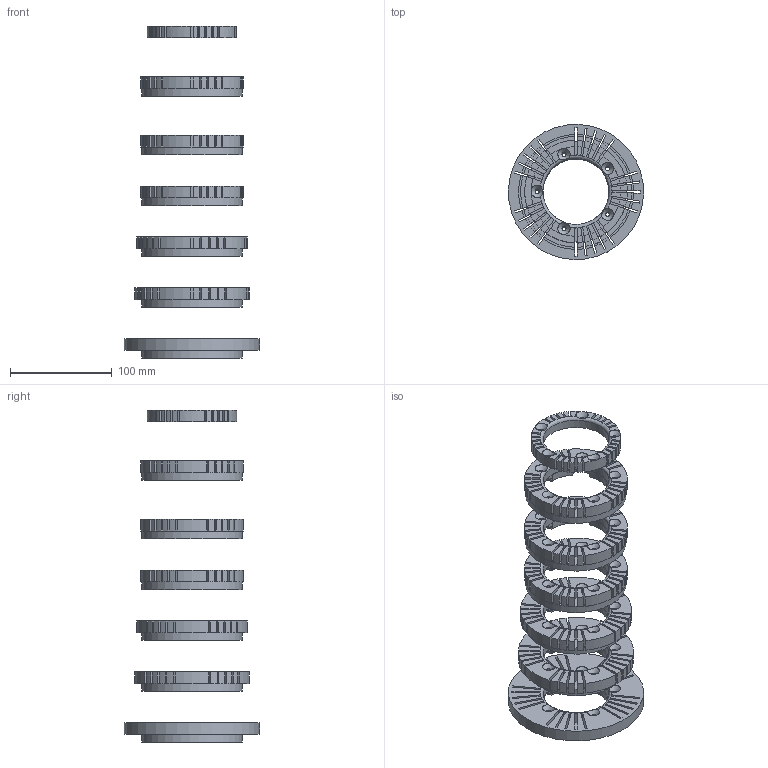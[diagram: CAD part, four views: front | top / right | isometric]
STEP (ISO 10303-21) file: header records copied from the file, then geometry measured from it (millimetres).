
FILE_DESCRIPTION(/* description */ (''),/* implementation_level */ '2;1');
FILE_NAME(/* name */ 'Faraday R2 gears.stp',/* time_stamp */ '2015-12-11T19:57:54+01:00',/* author */ (''),/* organization */ (''),/* preprocessor_version */ 'ST-DEVELOPER v15.2',/* originating_system */ 'Autodesk Translator Framework v2.0.0.5431',/* authorisation */ '');
FILE_SCHEMA (('AUTOMOTIVE_DESIGN { 1 0 10303 214 3 1 1 }'));
Length unit declared in the file: centimetre
Products named in the file (1): Faraday R2 gears
Bounding box: 132.87 x 132.87 x 326.57 mm (x, y, z)
Volume: 548598.3 mm3; surface area: 256149 mm2
Topology: 13 solids, 13 shells, 1233 faces, 3694 edges, 2451 vertices
Faces by surface type: plane 760, cylinder 431, cone 35, torus 7
Full cylindrical faces by diameter (mm): 4 x35, 65 x7, 99 x6, 133 x1
Entity records: 42223 total; most frequent: CARTESIAN_POINT 8960, ORIENTED_EDGE 7108, DIRECTION 6694, EDGE_CURVE 3554, LINE 2422, VECTOR 2422, VERTEX_POINT 2402, AXIS2_PLACEMENT_3D 2136
